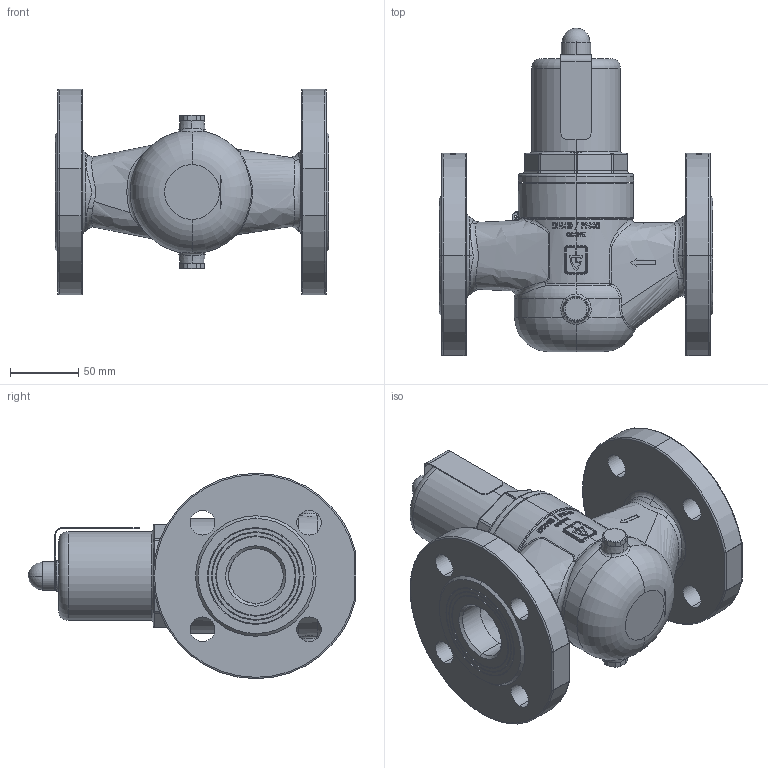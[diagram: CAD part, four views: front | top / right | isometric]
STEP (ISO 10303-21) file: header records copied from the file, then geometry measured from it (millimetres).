
FILE_DESCRIPTION (( 'STEP AP214' ), '1' );
FILE_NAME ('631mGFO-40 Dummy.STEP', '2012-02-24T08:44:42', ( 'Blankenhorn' ), ( '' ), 'SwSTEP 2.0', 'SolidWorks 2011', '' );
FILE_SCHEMA (( 'AUTOMOTIVE_DESIGN' ));
Length unit declared in the file: millimetre
Products named in the file (1): 631mGFO-40 Dummy
Bounding box: 200 x 239.2 x 150 mm (x, y, z)
Volume: 949229.3 mm3; surface area: 250300.1 mm2
Topology: 9 solids, 9 shells, 1318 faces, 3327 edges, 2113 vertices
Faces by surface type: plane 522, cylinder 292, bspline 269, cone 109, torus 100, sphere 26
Entity records: 75468 total; most frequent: CARTESIAN_POINT 32060, ORIENTED_EDGE 6612, DIRECTION 5147, EDGE_CURVE 3306, VERTEX_POINT 2110, AXIS2_PLACEMENT_3D 1941, EDGE_LOOP 1460, UNCERTAINTY_MEASURE_WITH_UNIT 1329
